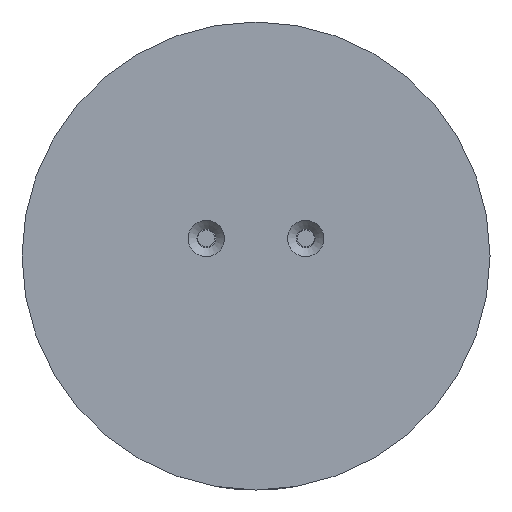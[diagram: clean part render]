
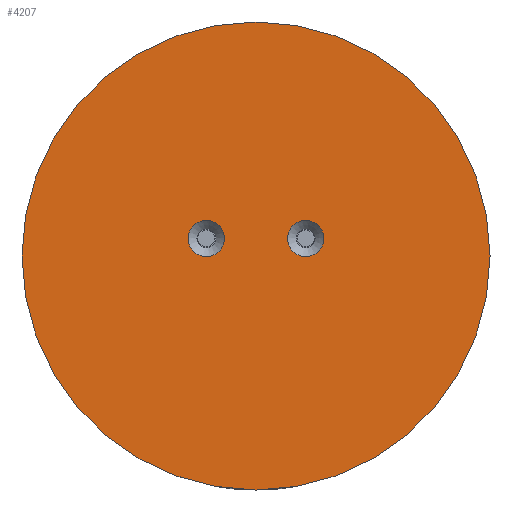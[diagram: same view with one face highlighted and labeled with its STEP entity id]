
A CAD part, front view. The second image highlights one B-rep face of the part: STEP entity #4207.
In plain terms, the highlighted planar face has unit normal (0, -1, 0).
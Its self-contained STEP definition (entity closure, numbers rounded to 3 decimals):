
#272=FACE_BOUND('',#854,.T.);
#273=FACE_BOUND('',#855,.T.);
#369=PLANE('',#4603);
#553=FACE_OUTER_BOUND('',#853,.T.);
#853=EDGE_LOOP('',(#3322));
#854=EDGE_LOOP('',(#3323));
#855=EDGE_LOOP('',(#3324));
#1794=CIRCLE('',#4596,40.);
#1797=CIRCLE('',#4601,3.1);
#1799=CIRCLE('',#4604,3.1);
#2015=VERTEX_POINT('',#7408);
#2018=VERTEX_POINT('',#7417);
#2020=VERTEX_POINT('',#7423);
#2486=EDGE_CURVE('',#2015,#2015,#1794,.T.);
#2490=EDGE_CURVE('',#2018,#2018,#1797,.T.);
#2493=EDGE_CURVE('',#2020,#2020,#1799,.T.);
#3322=ORIENTED_EDGE('',*,*,#2486,.T.);
#3323=ORIENTED_EDGE('',*,*,#2493,.F.);
#3324=ORIENTED_EDGE('',*,*,#2490,.F.);
#4207=ADVANCED_FACE('',(#553,#272,#273),#369,.T.);
#4596=AXIS2_PLACEMENT_3D('',#7409,#5274,#5275);
#4601=AXIS2_PLACEMENT_3D('',#7418,#5285,#5286);
#4603=AXIS2_PLACEMENT_3D('',#7422,#5290,#5291);
#4604=AXIS2_PLACEMENT_3D('',#7424,#5292,#5293);
#5274=DIRECTION('center_axis',(0.,-1.,0.));
#5275=DIRECTION('ref_axis',(1.,0.,0.));
#5285=DIRECTION('center_axis',(0.,-1.,0.));
#5286=DIRECTION('ref_axis',(1.,0.,0.));
#5290=DIRECTION('center_axis',(0.,-1.,0.));
#5291=DIRECTION('ref_axis',(1.,0.,0.));
#5292=DIRECTION('center_axis',(0.,-1.,0.));
#5293=DIRECTION('ref_axis',(1.,0.,0.));
#7408=CARTESIAN_POINT('',(-40.,-16.,0.));
#7409=CARTESIAN_POINT('Origin',(0.,-16.,0.));
#7417=CARTESIAN_POINT('',(5.4,-16.,3.));
#7418=CARTESIAN_POINT('Origin',(8.5,-16.,3.));
#7422=CARTESIAN_POINT('Origin',(0.,-16.,0.));
#7423=CARTESIAN_POINT('',(-11.6,-16.,3.));
#7424=CARTESIAN_POINT('Origin',(-8.5,-16.,3.));
